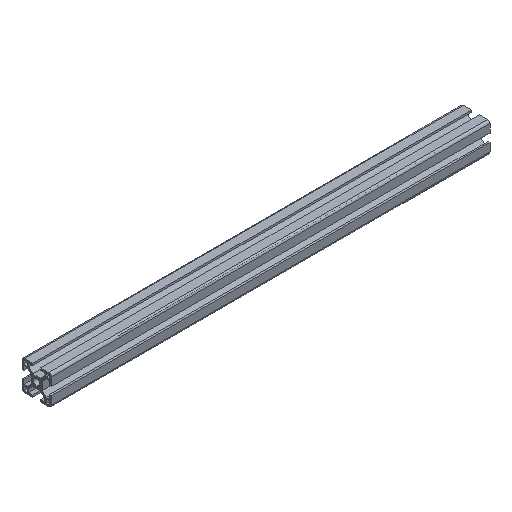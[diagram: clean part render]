
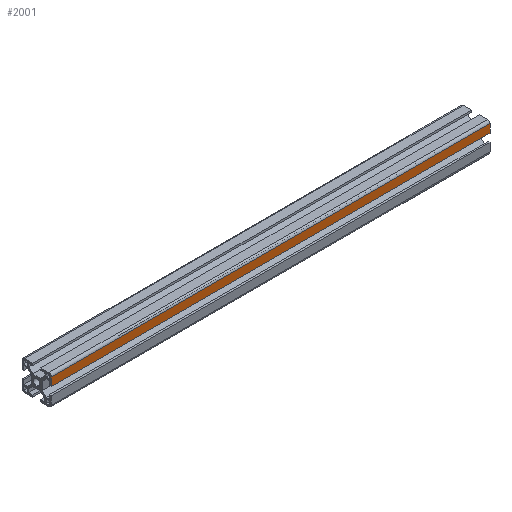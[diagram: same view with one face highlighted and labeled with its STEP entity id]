
A CAD part, isometric view. The second image highlights one B-rep face of the part: STEP entity #2001.
In plain terms, the highlighted planar face has unit normal (0, -1, 0).
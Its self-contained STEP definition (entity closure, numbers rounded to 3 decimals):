
#8 = PLANE ( 'NONE',  #1017 ) ;
#13 = LINE ( 'NONE', #1101, #1080 ) ;
#109 = ORIENTED_EDGE ( 'NONE', *, *, #340, .T. ) ;
#190 = CARTESIAN_POINT ( 'NONE',  ( 448., -15., 4.07 ) ) ;
#217 = DIRECTION ( 'NONE',  ( 0., 0., -1. ) ) ;
#340 = EDGE_CURVE ( 'NONE', #1888, #1462, #1970, .T. ) ;
#364 = DIRECTION ( 'NONE',  ( -1., 0., 0. ) ) ;
#414 = DIRECTION ( 'NONE',  ( 0., 0., -1. ) ) ;
#438 = EDGE_CURVE ( 'NONE', #621, #2287, #1656, .T. ) ;
#475 = ORIENTED_EDGE ( 'NONE', *, *, #1696, .T. ) ;
#530 = DIRECTION ( 'NONE',  ( 0., 0., 1. ) ) ;
#621 = VERTEX_POINT ( 'NONE', #1518 ) ;
#813 = CARTESIAN_POINT ( 'NONE',  ( 0., -15., 12.5 ) ) ;
#869 = CARTESIAN_POINT ( 'NONE',  ( 448., -15., 12.5 ) ) ;
#926 = VECTOR ( 'NONE', #1508, 1000. ) ;
#998 = EDGE_LOOP ( 'NONE', ( #475, #2139, #1228, #109 ) ) ;
#1017 = AXIS2_PLACEMENT_3D ( 'NONE', #190, #1098, #530 ) ;
#1080 = VECTOR ( 'NONE', #217, 1000. ) ;
#1098 = DIRECTION ( 'NONE',  ( 0., 1., 0. ) ) ;
#1101 = CARTESIAN_POINT ( 'NONE',  ( 0., -15., 4.07 ) ) ;
#1228 = ORIENTED_EDGE ( 'NONE', *, *, #1730, .F. ) ;
#1462 = VERTEX_POINT ( 'NONE', #813 ) ;
#1508 = DIRECTION ( 'NONE',  ( -1., 0., 0. ) ) ;
#1518 = CARTESIAN_POINT ( 'NONE',  ( 448., -15., 4.07 ) ) ;
#1656 = LINE ( 'NONE', #1701, #926 ) ;
#1693 = LINE ( 'NONE', #2059, #1766 ) ;
#1696 = EDGE_CURVE ( 'NONE', #1462, #2287, #13, .T. ) ;
#1701 = CARTESIAN_POINT ( 'NONE',  ( 448., -15., 4.07 ) ) ;
#1730 = EDGE_CURVE ( 'NONE', #1888, #621, #1693, .T. ) ;
#1766 = VECTOR ( 'NONE', #414, 1000. ) ;
#1807 = CARTESIAN_POINT ( 'NONE',  ( 448., -15., 12.5 ) ) ;
#1888 = VERTEX_POINT ( 'NONE', #869 ) ;
#1970 = LINE ( 'NONE', #1807, #1980 ) ;
#1980 = VECTOR ( 'NONE', #364, 1000. ) ;
#2001 = ADVANCED_FACE ( 'NONE', ( #2313 ), #8, .F. ) ;
#2059 = CARTESIAN_POINT ( 'NONE',  ( 448., -15., 4.07 ) ) ;
#2139 = ORIENTED_EDGE ( 'NONE', *, *, #438, .F. ) ;
#2282 = CARTESIAN_POINT ( 'NONE',  ( 0., -15., 4.07 ) ) ;
#2287 = VERTEX_POINT ( 'NONE', #2282 ) ;
#2313 = FACE_OUTER_BOUND ( 'NONE', #998, .T. ) ;
